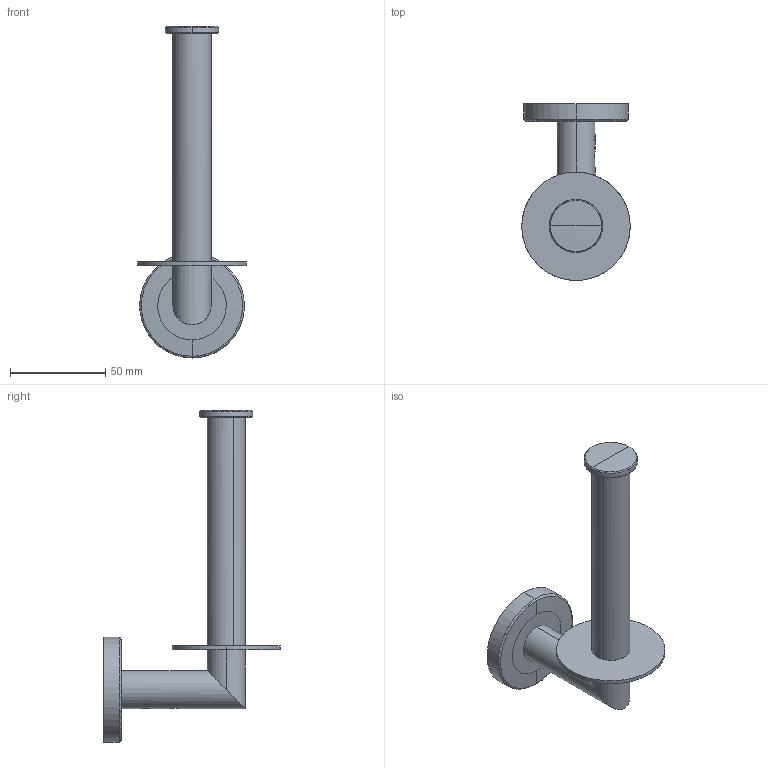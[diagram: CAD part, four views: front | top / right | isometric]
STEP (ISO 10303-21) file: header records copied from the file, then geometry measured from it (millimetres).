
FILE_DESCRIPTION(/* description */ (''),/* implementation_level */ '2;1');
FILE_NAME(/* name */ 'STEP - A817915..R_15052',/* time_stamp */ '2024-10-24T11:52:00+11:00',/* author */ (''),/* organization */ (''),/* preprocessor_version */ 'ST-DEVELOPER v16.5',/* originating_system */ 'Rhino 7.37',/* authorisation */ '');
FILE_SCHEMA (('CONFIG_CONTROL_DESIGN'));
Length unit declared in the file: millimetre
Products named in the file (1): Document
Bounding box: 57 x 92.95 x 174.5 mm (x, y, z)
Volume: 45113 mm3; surface area: 46865.4 mm2
Topology: 8 solids, 8 shells, 426 faces, 1022 edges, 610 vertices
Faces by surface type: bspline 211, cylinder 133, plane 82
Entity records: 22364 total; most frequent: CARTESIAN_POINT 16116, ORIENTED_EDGE 2000, EDGE_CURVE 1000, VERTEX_POINT 610, B_SPLINE_CURVE_WITH_KNOTS 497, EDGE_LOOP 464, ADVANCED_FACE 426, FACE_OUTER_BOUND 426
